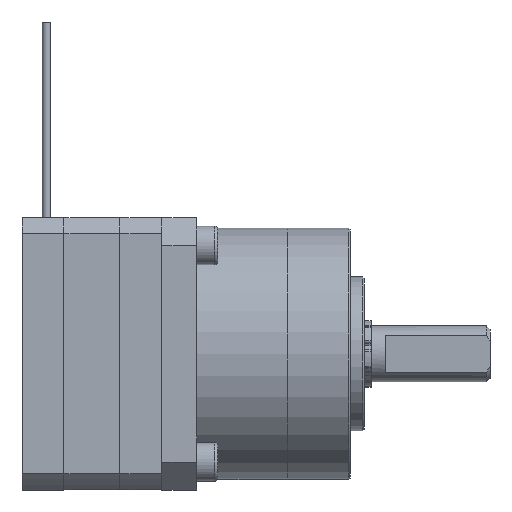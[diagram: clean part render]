
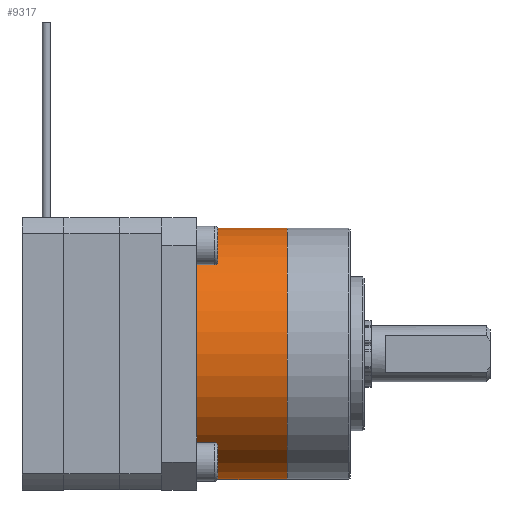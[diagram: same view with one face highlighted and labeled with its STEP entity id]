
A CAD part, left-side view. The second image highlights one B-rep face of the part: STEP entity #9317.
In plain terms, the highlighted cylindrical face has radius 18 mm (diameter 36 mm), a partial arc.
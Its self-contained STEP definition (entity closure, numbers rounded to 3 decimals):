
#735 = VERTEX_POINT ( 'NONE', #13615 ) ;
#1001 = FACE_OUTER_BOUND ( 'NONE', #14247, .T. ) ;
#1258 = CARTESIAN_POINT ( 'NONE',  ( 0., 0., 13. ) ) ;
#3696 = DIRECTION ( 'NONE',  ( 0., 0., -1. ) ) ;
#4160 = AXIS2_PLACEMENT_3D ( 'NONE', #21519, #17588, #17203 ) ;
#4269 = AXIS2_PLACEMENT_3D ( 'NONE', #1258, #12561, #11145 ) ;
#4890 = DIRECTION ( 'NONE',  ( 0., 0., -1. ) ) ;
#6410 = ORIENTED_EDGE ( 'NONE', *, *, #16025, .T. ) ;
#7410 = CARTESIAN_POINT ( 'NONE',  ( -18., 0., 13. ) ) ;
#7533 = CIRCLE ( 'NONE', #13191, 18. ) ;
#9067 = VERTEX_POINT ( 'NONE', #17515 ) ;
#9317 = ADVANCED_FACE ( 'NONE', ( #1001 ), #14730, .T. ) ;
#10686 = ORIENTED_EDGE ( 'NONE', *, *, #15395, .F. ) ;
#11145 = DIRECTION ( 'NONE',  ( -1., 0., 0. ) ) ;
#12561 = DIRECTION ( 'NONE',  ( 0., 0., -1. ) ) ;
#13191 = AXIS2_PLACEMENT_3D ( 'NONE', #24187, #14689, #16692 ) ;
#13615 = CARTESIAN_POINT ( 'NONE',  ( -18., 0., 13. ) ) ;
#14247 = EDGE_LOOP ( 'NONE', ( #23952, #6410, #19214, #10686 ) ) ;
#14360 = CARTESIAN_POINT ( 'NONE',  ( 18., 0., 0. ) ) ;
#14689 = DIRECTION ( 'NONE',  ( 0., 0., 1. ) ) ;
#14730 = CYLINDRICAL_SURFACE ( 'NONE', #4269, 18. ) ;
#15163 = LINE ( 'NONE', #7410, #25071 ) ;
#15395 = EDGE_CURVE ( 'NONE', #735, #9067, #15163, .T. ) ;
#16025 = EDGE_CURVE ( 'NONE', #21246, #21911, #17271, .T. ) ;
#16692 = DIRECTION ( 'NONE',  ( 1., 0., 0. ) ) ;
#17203 = DIRECTION ( 'NONE',  ( 1., 0., 0. ) ) ;
#17271 = LINE ( 'NONE', #21077, #20205 ) ;
#17515 = CARTESIAN_POINT ( 'NONE',  ( -18., 0., 0. ) ) ;
#17588 = DIRECTION ( 'NONE',  ( 0., 0., 1. ) ) ;
#17684 = CARTESIAN_POINT ( 'NONE',  ( 18., 0., 13. ) ) ;
#19155 = CIRCLE ( 'NONE', #4160, 18. ) ;
#19214 = ORIENTED_EDGE ( 'NONE', *, *, #22834, .T. ) ;
#19545 = EDGE_CURVE ( 'NONE', #21246, #735, #19155, .T. ) ;
#20205 = VECTOR ( 'NONE', #3696, 1000. ) ;
#21077 = CARTESIAN_POINT ( 'NONE',  ( 18., 0., 13. ) ) ;
#21246 = VERTEX_POINT ( 'NONE', #17684 ) ;
#21519 = CARTESIAN_POINT ( 'NONE',  ( 0., 0., 13. ) ) ;
#21911 = VERTEX_POINT ( 'NONE', #14360 ) ;
#22834 = EDGE_CURVE ( 'NONE', #21911, #9067, #7533, .T. ) ;
#23952 = ORIENTED_EDGE ( 'NONE', *, *, #19545, .F. ) ;
#24187 = CARTESIAN_POINT ( 'NONE',  ( 0., 0., 0. ) ) ;
#25071 = VECTOR ( 'NONE', #4890, 1000. ) ;
